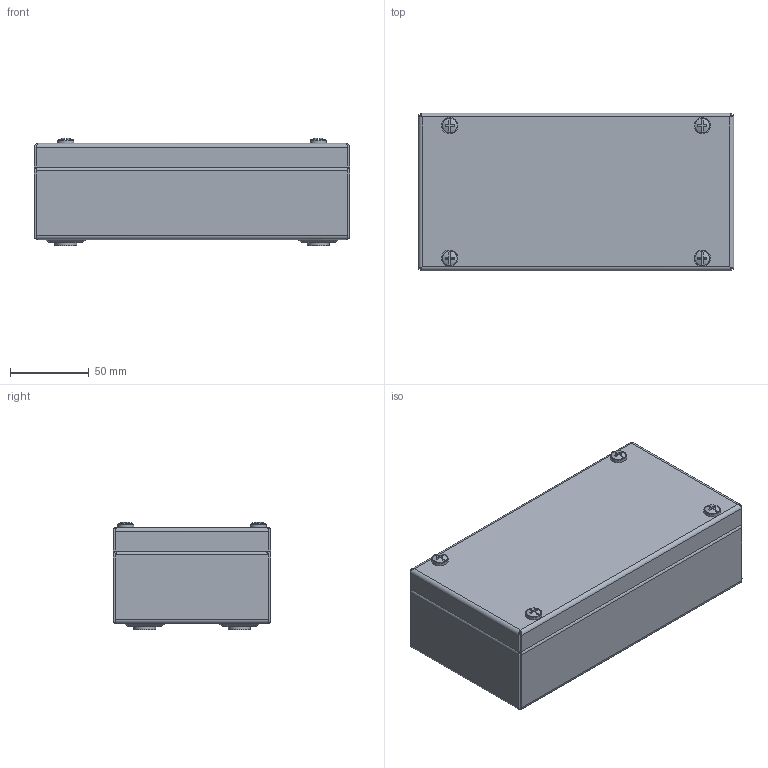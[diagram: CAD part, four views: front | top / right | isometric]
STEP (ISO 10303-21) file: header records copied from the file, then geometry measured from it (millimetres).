
FILE_DESCRIPTION(/* description */ (''),/* implementation_level */ '2;1');
FILE_NAME(/* name */ '20201006000-RST.stp',/* time_stamp */ '2021-09-08T13:09:20+02:00',/* author */ ('sl'),/* organization */ (''),/* preprocessor_version */ 'ST-DEVELOPER v16.5',/* originating_system */ 'Autodesk Inventor 2017',/* authorisation */ '');
FILE_SCHEMA (('AUTOMOTIVE_DESIGN { 1 0 10303 214 3 1 1 }'));
Length unit declared in the file: millimetre
Products named in the file (13): Edelstahl-Gehäuse-03-BG-0001-20201006000; Deckel--Edelstahl-Gehäuse-03-BG-0002-20201006000; 42027; 82410_37201006; 41070; 93216; 93379; UT-Edelstahl-Gehäuse-03-BG-0003-20201006000; 42018; 42107; 86003_Bl.1,25; Fuß-Edelstahl-Gehäuse-01-BT-0001-20101006000; Erdung-Edelstahl-Gehäuse-01-BT-0002-20101006000
Assembly tree (25 placements, depth 3):
  Edelstahl-Gehäuse-03-BG-0001-20201006000
    Deckel--Edelstahl-Gehäuse-03-BG-0002-20201006000
      42027
      82410_37201006
      41070  x4
      93216  x4
      93379
    UT-Edelstahl-Gehäuse-03-BG-0003-20201006000
      42018
      42107  x2
      86003_Bl.1,25  x4
      Fuß-Edelstahl-Gehäuse-01-BT-0001-20101006000  x4
      Erdung-Edelstahl-Gehäuse-01-BT-0002-20101006000
Bounding box: 200 x 100 x 68.36 mm (x, y, z)
Volume: 166839.1 mm3; surface area: 211120.6 mm2
Topology: 23 solids, 23 shells, 783 faces, 1697 edges, 1002 vertices
Faces by surface type: plane 380, cylinder 219, bspline 100, cone 44, sphere 24, torus 16
Full cylindrical faces by diameter (mm): 3.3 x2, 4.2 x4, 4.7 x1, 5 x5, 5.9 x4, 6 x1, 7 x8, 7.1 x4, 8 x9, 8.5 x4, 9 x4, 10 x8, 10.4 x4, 12 x1, 14 x4
Entity records: 16628 total; most frequent: CARTESIAN_POINT 5501, DIRECTION 2226, ORIENTED_EDGE 2146, EDGE_CURVE 1073, AXIS2_PLACEMENT_3D 815, VERTEX_POINT 644, EDGE_LOOP 609, LINE 596
